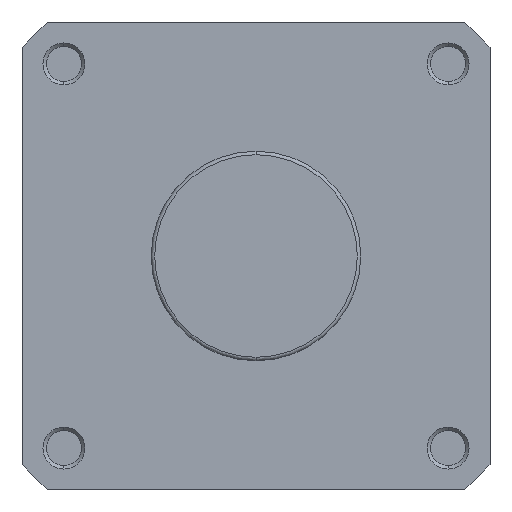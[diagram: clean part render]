
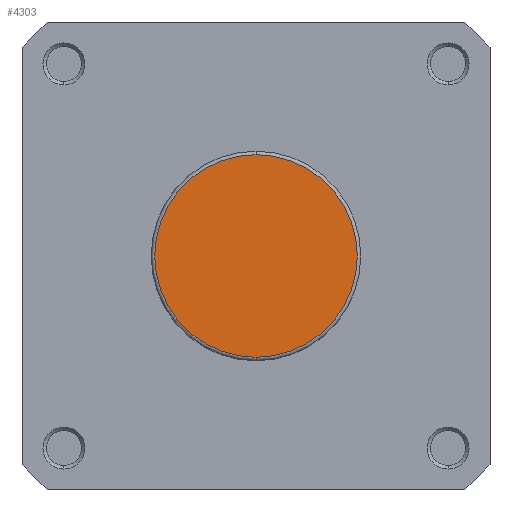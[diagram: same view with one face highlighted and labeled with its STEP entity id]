
A CAD part, left-side view. The second image highlights one B-rep face of the part: STEP entity #4303.
In plain terms, the highlighted planar face has unit normal (-1, 0, 0).
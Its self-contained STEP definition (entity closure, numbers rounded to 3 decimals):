
#579 = ORIENTED_EDGE ( 'NONE', *, *, #1880, .T. ) ;
#580 = ORIENTED_EDGE ( 'NONE', *, *, #1913, .T. ) ;
#935 = CIRCLE ( 'NONE', #2422, 29. ) ;
#979 = CIRCLE ( 'NONE', #2442, 29. ) ;
#1288 = EDGE_LOOP ( 'NONE', ( #580, #579 ) ) ;
#1880 = EDGE_CURVE ( 'NONE', #3141, #3213, #935, .T. ) ;
#1913 = EDGE_CURVE ( 'NONE', #3213, #3141, #979, .T. ) ;
#2422 = AXIS2_PLACEMENT_3D ( 'NONE', #3496, #3497, #3498 ) ;
#2442 = AXIS2_PLACEMENT_3D ( 'NONE', #3576, #3583, #3584 ) ;
#2795 = AXIS2_PLACEMENT_3D ( 'NONE', #7150, #7152, #7153 ) ;
#3141 = VERTEX_POINT ( 'NONE', #6307 ) ;
#3213 = VERTEX_POINT ( 'NONE', #6379 ) ;
#3496 = CARTESIAN_POINT ( 'NONE',  ( 0., 0., 0. ) ) ;
#3497 = DIRECTION ( 'NONE',  ( -1., 0., 0. ) ) ;
#3498 = DIRECTION ( 'NONE',  ( 0., 0., -1. ) ) ;
#3576 = CARTESIAN_POINT ( 'NONE',  ( 0., 0., 0. ) ) ;
#3583 = DIRECTION ( 'NONE',  ( -1., 0., 0. ) ) ;
#3584 = DIRECTION ( 'NONE',  ( 0., 0., -1. ) ) ;
#4303 = ADVANCED_FACE ( 'NONE', ( #5321 ), #7151, .F. ) ;
#5321 = FACE_OUTER_BOUND ( 'NONE', #1288, .T. ) ;
#6307 = CARTESIAN_POINT ( 'NONE',  ( 0., 0., 29. ) ) ;
#6379 = CARTESIAN_POINT ( 'NONE',  ( 0., 0., -29. ) ) ;
#7150 = CARTESIAN_POINT ( 'NONE',  ( 0., 30., 0. ) ) ;
#7151 = PLANE ( 'NONE',  #2795 ) ;
#7152 = DIRECTION ( 'NONE',  ( 1., 0., 0. ) ) ;
#7153 = DIRECTION ( 'NONE',  ( 0., 0., -1. ) ) ;
